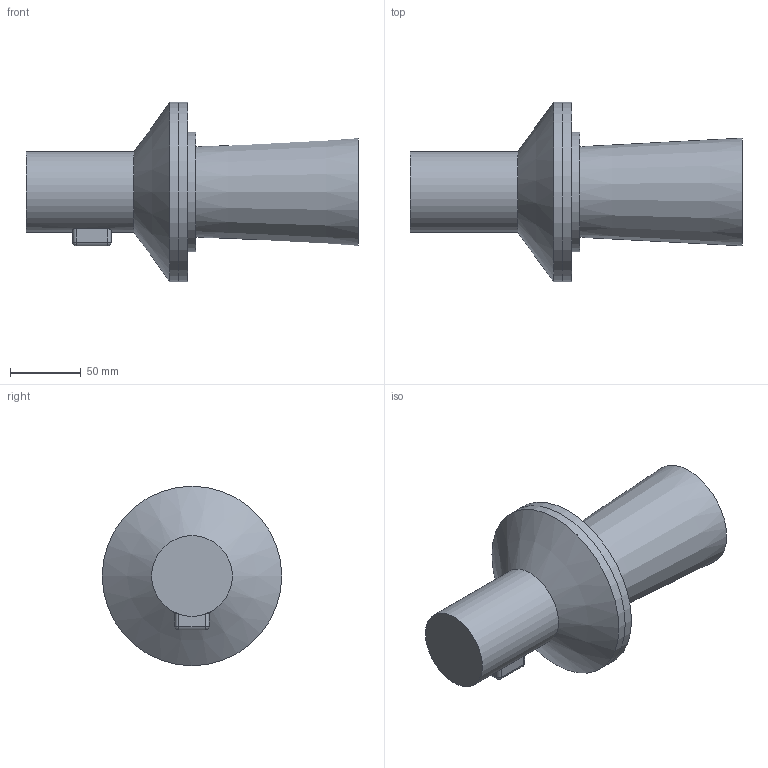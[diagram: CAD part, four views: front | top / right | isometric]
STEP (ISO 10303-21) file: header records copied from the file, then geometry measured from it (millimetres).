
FILE_DESCRIPTION(/* description */ (''),/* implementation_level */ '2;1');
FILE_NAME(/* name */ 'Harbor Freight Awooga Horn_v2.step',/* time_stamp */ '2021-07-04T12:17:32-06:00',/* author */ (''),/* organization */ (''),/* preprocessor_version */ 'ST-DEVELOPER v18.1',/* originating_system */ 'Autodesk Translation Framework v10.9.0.1377',/* authorisation */ '');
FILE_SCHEMA (('AUTOMOTIVE_DESIGN { 1 0 10303 214 3 1 1 }'));
Length unit declared in the file: inch
Products named in the file (1): Harbor Freight Awooga Horn
Bounding box: 234.95 x 127 x 127 mm (x, y, z)
Volume: 584311.9 mm3; surface area: 143604.1 mm2
Topology: 2 solids, 2 shells, 35 faces, 61 edges, 36 vertices
Faces by surface type: cylinder 14, plane 14, sphere 4, cone 3
Full cylindrical faces by diameter (mm): 57.15 x1, 79.316 x1, 84.396 x1, 121.92 x1, 127 x2
Entity records: 909 total; most frequent: CARTESIAN_POINT 169, DIRECTION 159, ORIENTED_EDGE 122, AXIS2_PLACEMENT_3D 66, EDGE_CURVE 61, EDGE_LOOP 41, VERTEX_POINT 36, FACE_OUTER_BOUND 35
